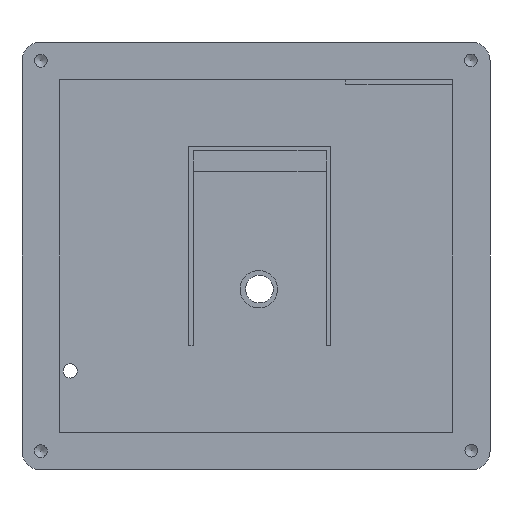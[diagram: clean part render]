
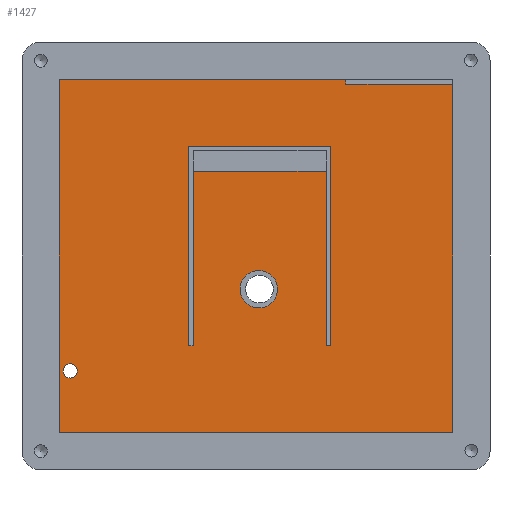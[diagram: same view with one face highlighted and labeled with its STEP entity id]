
A CAD part, front view. The second image highlights one B-rep face of the part: STEP entity #1427.
In plain terms, the highlighted planar face has unit normal (0, -1, 0).
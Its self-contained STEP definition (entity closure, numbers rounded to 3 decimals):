
#29=FACE_BOUND('',#590,.T.);
#30=FACE_BOUND('',#591,.T.);
#31=FACE_BOUND('',#592,.T.);
#74=PLANE('',#1547);
#131=LINE('',#2097,#298);
#172=LINE('',#2180,#339);
#176=LINE('',#2188,#343);
#179=LINE('',#2193,#346);
#183=LINE('',#2200,#350);
#184=LINE('',#2203,#351);
#187=LINE('',#2209,#354);
#190=LINE('',#2214,#357);
#213=LINE('',#2261,#380);
#217=LINE('',#2267,#384);
#221=LINE('',#2280,#388);
#222=LINE('',#2281,#389);
#298=VECTOR('',#1715,10.);
#339=VECTOR('',#1784,10.);
#343=VECTOR('',#1790,10.);
#346=VECTOR('',#1795,10.);
#350=VECTOR('',#1801,10.);
#351=VECTOR('',#1804,10.);
#354=VECTOR('',#1809,10.);
#357=VECTOR('',#1814,10.);
#380=VECTOR('',#1853,10.);
#384=VECTOR('',#1859,10.);
#388=VECTOR('',#1877,10.);
#389=VECTOR('',#1878,10.);
#500=FACE_OUTER_BOUND('',#589,.T.);
#589=EDGE_LOOP('',(#1263,#1264,#1265,#1266));
#590=EDGE_LOOP('',(#1267,#1268,#1269,#1270,#1271,#1272,#1273,#1274));
#591=EDGE_LOOP('',(#1275));
#592=EDGE_LOOP('',(#1276));
#640=CIRCLE('',#1544,1.52);
#641=CIRCLE('',#1548,4.);
#690=VERTEX_POINT('',#2095);
#691=VERTEX_POINT('',#2096);
#718=VERTEX_POINT('',#2178);
#719=VERTEX_POINT('',#2179);
#722=VERTEX_POINT('',#2187);
#725=VERTEX_POINT('',#2198);
#726=VERTEX_POINT('',#2202);
#728=VERTEX_POINT('',#2208);
#744=VERTEX_POINT('',#2258);
#745=VERTEX_POINT('',#2260);
#746=VERTEX_POINT('',#2265);
#747=VERTEX_POINT('',#2273);
#748=VERTEX_POINT('',#2279);
#749=VERTEX_POINT('',#2282);
#838=EDGE_CURVE('',#690,#691,#131,.T.);
#879=EDGE_CURVE('',#718,#719,#172,.T.);
#883=EDGE_CURVE('',#719,#722,#176,.T.);
#886=EDGE_CURVE('',#722,#690,#179,.T.);
#890=EDGE_CURVE('',#691,#725,#183,.T.);
#891=EDGE_CURVE('',#725,#726,#184,.T.);
#894=EDGE_CURVE('',#726,#728,#187,.T.);
#897=EDGE_CURVE('',#728,#718,#190,.T.);
#920=EDGE_CURVE('',#744,#745,#213,.T.);
#924=EDGE_CURVE('',#746,#744,#217,.T.);
#927=EDGE_CURVE('',#747,#747,#640,.T.);
#929=EDGE_CURVE('',#745,#748,#221,.T.);
#930=EDGE_CURVE('',#748,#746,#222,.T.);
#931=EDGE_CURVE('',#749,#749,#641,.T.);
#1263=ORIENTED_EDGE('',*,*,#929,.F.);
#1264=ORIENTED_EDGE('',*,*,#920,.F.);
#1265=ORIENTED_EDGE('',*,*,#924,.F.);
#1266=ORIENTED_EDGE('',*,*,#930,.F.);
#1267=ORIENTED_EDGE('',*,*,#838,.T.);
#1268=ORIENTED_EDGE('',*,*,#890,.T.);
#1269=ORIENTED_EDGE('',*,*,#891,.T.);
#1270=ORIENTED_EDGE('',*,*,#894,.T.);
#1271=ORIENTED_EDGE('',*,*,#897,.T.);
#1272=ORIENTED_EDGE('',*,*,#879,.T.);
#1273=ORIENTED_EDGE('',*,*,#883,.T.);
#1274=ORIENTED_EDGE('',*,*,#886,.T.);
#1275=ORIENTED_EDGE('',*,*,#927,.T.);
#1276=ORIENTED_EDGE('',*,*,#931,.T.);
#1427=ADVANCED_FACE('',(#500,#29,#30,#31),#74,.F.);
#1544=AXIS2_PLACEMENT_3D('',#2274,#1868,#1869);
#1547=AXIS2_PLACEMENT_3D('',#2278,#1875,#1876);
#1548=AXIS2_PLACEMENT_3D('',#2283,#1879,#1880);
#1715=DIRECTION('',(-1.,0.,0.));
#1784=DIRECTION('',(0.,0.,-1.));
#1790=DIRECTION('',(-1.,0.,0.));
#1795=DIRECTION('',(0.,0.,1.));
#1801=DIRECTION('',(0.,0.,-1.));
#1804=DIRECTION('',(-1.,0.,0.));
#1809=DIRECTION('',(0.,0.,1.));
#1814=DIRECTION('',(1.,0.,0.));
#1853=DIRECTION('',(0.,0.,-1.));
#1859=DIRECTION('',(1.,0.,0.));
#1868=DIRECTION('center_axis',(0.,1.,0.));
#1869=DIRECTION('ref_axis',(1.,0.,0.));
#1875=DIRECTION('center_axis',(0.,1.,0.));
#1876=DIRECTION('ref_axis',(0.,0.,1.));
#1877=DIRECTION('',(-1.,0.,0.));
#1878=DIRECTION('',(0.,0.,1.));
#1879=DIRECTION('center_axis',(0.,1.,0.));
#1880=DIRECTION('ref_axis',(-1.,0.,0.));
#2095=CARTESIAN_POINT('',(40.,6.8,29.201));
#2096=CARTESIAN_POINT('',(11.6,6.8,29.201));
#2097=CARTESIAN_POINT('',(18.3,6.8,29.201));
#2178=CARTESIAN_POINT('',(41.,6.8,34.591));
#2179=CARTESIAN_POINT('',(41.,6.8,-8.));
#2180=CARTESIAN_POINT('',(41.,6.8,1.55));
#2187=CARTESIAN_POINT('',(40.,6.8,-8.));
#2188=CARTESIAN_POINT('',(32.5,6.8,-8.));
#2193=CARTESIAN_POINT('',(40.,6.8,22.346));
#2198=CARTESIAN_POINT('',(11.6,6.8,-8.109));
#2200=CARTESIAN_POINT('',(11.6,6.8,1.496));
#2202=CARTESIAN_POINT('',(10.6,6.8,-8.109));
#2203=CARTESIAN_POINT('',(17.8,6.8,-8.109));
#2208=CARTESIAN_POINT('',(10.6,6.8,34.591));
#2209=CARTESIAN_POINT('',(10.6,6.8,22.846));
#2214=CARTESIAN_POINT('',(33.,6.8,34.591));
#2258=CARTESIAN_POINT('',(67.,6.8,48.8));
#2260=CARTESIAN_POINT('',(67.,6.8,-26.6));
#2261=CARTESIAN_POINT('',(67.,6.8,-34.6));
#2265=CARTESIAN_POINT('',(-17.,6.8,48.8));
#2267=CARTESIAN_POINT('',(-25.,6.8,48.8));
#2273=CARTESIAN_POINT('',(-16.201,6.8,-13.451));
#2274=CARTESIAN_POINT('Origin',(-14.681,6.8,-13.451));
#2278=CARTESIAN_POINT('Origin',(25.,6.8,11.1));
#2279=CARTESIAN_POINT('',(-17.,6.8,-26.6));
#2280=CARTESIAN_POINT('',(75.,6.8,-26.6));
#2281=CARTESIAN_POINT('',(-17.,6.8,-34.6));
#2282=CARTESIAN_POINT('',(29.6,6.8,4.));
#2283=CARTESIAN_POINT('Origin',(25.6,6.8,4.));
